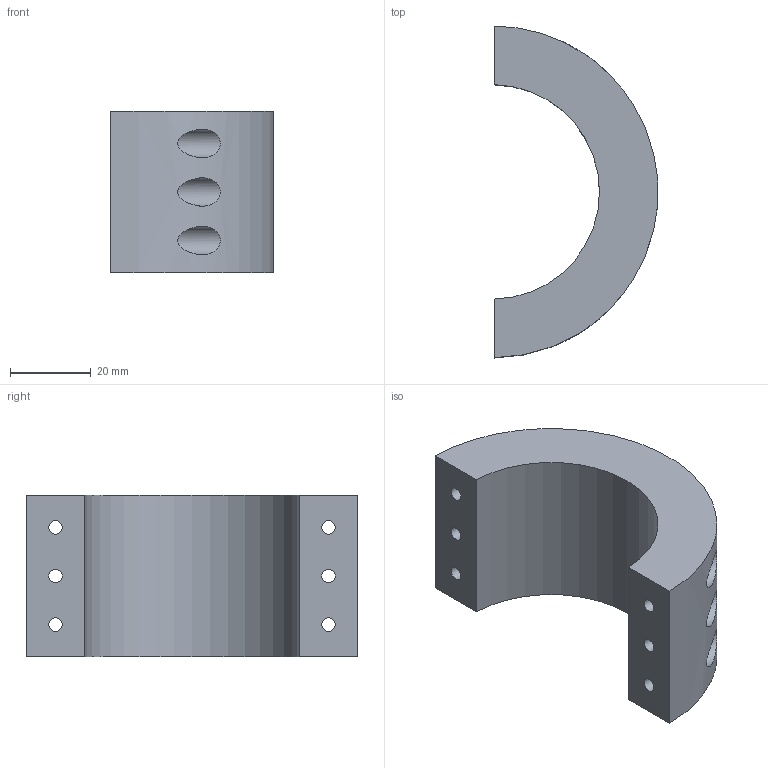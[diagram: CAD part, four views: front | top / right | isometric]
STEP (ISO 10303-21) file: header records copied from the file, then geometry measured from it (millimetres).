
FILE_DESCRIPTION(('FreeCAD Model'),'2;1');
FILE_NAME( 'soporte spindleB.step' ,'2018-02-12T08:22:48',('Author'),(''), 'Open CASCADE STEP processor 6.8','FreeCAD','Unknown');
FILE_SCHEMA(('AUTOMOTIVE_DESIGN_CC2 { 1 2 10303 214 -1 1 5 4 }'));
Length unit declared in the file: millimetre
Products named in the file (2): ASSEMBLY; CogidaB_v2
Assembly tree (1 placements, depth 2):
  ASSEMBLY
    CogidaB_v2
Bounding box: 40.37 x 81.99 x 40 mm (x, y, z)
Volume: 57733.1 mm3; surface area: 14483.8 mm2
Topology: 1 solids, 1 shells, 24 faces, 66 edges, 50 vertices
Faces by surface type: cylinder 14, plane 10
Full cylindrical faces by diameter (mm): 3.4 x6, 7 x6
Entity records: 6956 total; most frequent: CARTESIAN_POINT 5656, DIRECTION 215, ORIENTED_EDGE 132, PCURVE 132, DEFINITIONAL_REPRESENTATION 132, LINE 78, VECTOR 78, EDGE_CURVE 66
